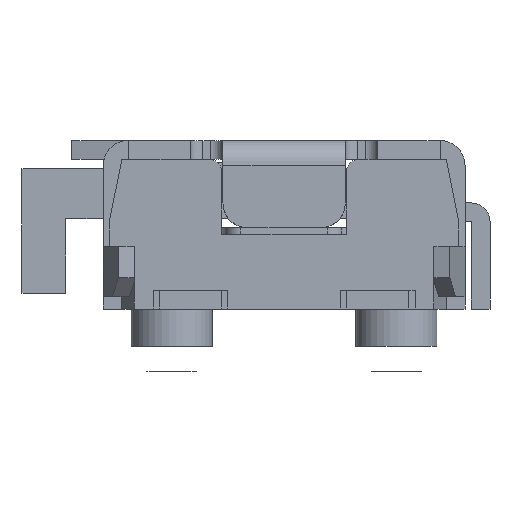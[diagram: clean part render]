
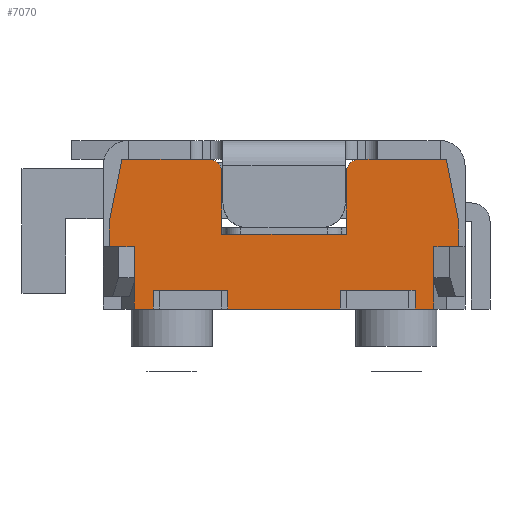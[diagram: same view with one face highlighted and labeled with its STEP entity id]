
A CAD part, left-side view. The second image highlights one B-rep face of the part: STEP entity #7070.
In plain terms, the highlighted planar face has unit normal (-1, 0, 0).
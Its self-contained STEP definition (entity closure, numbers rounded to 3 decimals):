
#631=LINE('',#11019,#1504);
#639=LINE('',#11033,#1512);
#677=LINE('',#11104,#1550);
#763=LINE('',#11280,#1636);
#767=LINE('',#11289,#1640);
#768=LINE('',#11293,#1641);
#769=LINE('',#11295,#1642);
#770=LINE('',#11296,#1643);
#771=LINE('',#11298,#1644);
#772=LINE('',#11299,#1645);
#773=LINE('',#11301,#1646);
#774=LINE('',#11303,#1647);
#775=LINE('',#11305,#1648);
#776=LINE('',#11307,#1649);
#777=LINE('',#11309,#1650);
#778=LINE('',#11311,#1651);
#779=LINE('',#11313,#1652);
#780=LINE('',#11315,#1653);
#781=LINE('',#11317,#1654);
#782=LINE('',#11319,#1655);
#783=LINE('',#11321,#1656);
#784=LINE('',#11322,#1657);
#1504=VECTOR('',#8927,10.);
#1512=VECTOR('',#8941,10.);
#1550=VECTOR('',#9005,10.);
#1636=VECTOR('',#9175,10.);
#1640=VECTOR('',#9185,10.);
#1641=VECTOR('',#9188,10.);
#1642=VECTOR('',#9189,10.);
#1643=VECTOR('',#9190,10.);
#1644=VECTOR('',#9191,10.);
#1645=VECTOR('',#9192,10.);
#1646=VECTOR('',#9193,10.);
#1647=VECTOR('',#9194,10.);
#1648=VECTOR('',#9195,10.);
#1649=VECTOR('',#9198,10.);
#1650=VECTOR('',#9199,10.);
#1651=VECTOR('',#9200,10.);
#1652=VECTOR('',#9201,10.);
#1653=VECTOR('',#9202,10.);
#1654=VECTOR('',#9203,10.);
#1655=VECTOR('',#9204,10.);
#1656=VECTOR('',#9205,10.);
#1657=VECTOR('',#9206,10.);
#2116=FACE_OUTER_BOUND('',#2480,.T.);
#2480=EDGE_LOOP('',(#5946,#5947,#5948,#5949,#5950,#5951,#5952,#5953,#5954,
#5955,#5956,#5957,#5958,#5959,#5960,#5961,#5962,#5963,#5964,#5965,#5966,
#5967,#5968,#5969));
#2723=CIRCLE('',#7593,0.1);
#2724=CIRCLE('',#7596,0.1);
#3192=VERTEX_POINT('',#11016);
#3193=VERTEX_POINT('',#11018);
#3195=VERTEX_POINT('',#11030);
#3196=VERTEX_POINT('',#11032);
#3215=VERTEX_POINT('',#11101);
#3216=VERTEX_POINT('',#11103);
#3263=VERTEX_POINT('',#11277);
#3264=VERTEX_POINT('',#11279);
#3265=VERTEX_POINT('',#11283);
#3266=VERTEX_POINT('',#11287);
#3267=VERTEX_POINT('',#11291);
#3268=VERTEX_POINT('',#11292);
#3269=VERTEX_POINT('',#11294);
#3270=VERTEX_POINT('',#11297);
#3271=VERTEX_POINT('',#11300);
#3272=VERTEX_POINT('',#11302);
#3273=VERTEX_POINT('',#11304);
#3274=VERTEX_POINT('',#11308);
#3275=VERTEX_POINT('',#11310);
#3276=VERTEX_POINT('',#11312);
#3277=VERTEX_POINT('',#11314);
#3278=VERTEX_POINT('',#11316);
#3279=VERTEX_POINT('',#11318);
#3280=VERTEX_POINT('',#11320);
#4066=EDGE_CURVE('',#3193,#3192,#631,.T.);
#4074=EDGE_CURVE('',#3196,#3195,#639,.T.);
#4112=EDGE_CURVE('',#3216,#3215,#677,.T.);
#4203=EDGE_CURVE('',#3264,#3263,#763,.T.);
#4206=EDGE_CURVE('',#3265,#3263,#2723,.T.);
#4208=EDGE_CURVE('',#3195,#3266,#767,.T.);
#4209=EDGE_CURVE('',#3267,#3268,#768,.T.);
#4210=EDGE_CURVE('',#3267,#3269,#769,.T.);
#4211=EDGE_CURVE('',#3269,#3216,#770,.T.);
#4212=EDGE_CURVE('',#3215,#3270,#771,.T.);
#4213=EDGE_CURVE('',#3270,#3264,#772,.T.);
#4214=EDGE_CURVE('',#3265,#3271,#773,.T.);
#4215=EDGE_CURVE('',#3271,#3272,#774,.T.);
#4216=EDGE_CURVE('',#3272,#3273,#775,.T.);
#4217=EDGE_CURVE('',#3196,#3273,#2724,.T.);
#4218=EDGE_CURVE('',#3266,#3193,#776,.T.);
#4219=EDGE_CURVE('',#3192,#3274,#777,.T.);
#4220=EDGE_CURVE('',#3274,#3275,#778,.T.);
#4221=EDGE_CURVE('',#3276,#3275,#779,.T.);
#4222=EDGE_CURVE('',#3277,#3276,#780,.T.);
#4223=EDGE_CURVE('',#3278,#3277,#781,.T.);
#4224=EDGE_CURVE('',#3278,#3279,#782,.T.);
#4225=EDGE_CURVE('',#3280,#3279,#783,.T.);
#4226=EDGE_CURVE('',#3268,#3280,#784,.T.);
#5946=ORIENTED_EDGE('',*,*,#4209,.F.);
#5947=ORIENTED_EDGE('',*,*,#4210,.T.);
#5948=ORIENTED_EDGE('',*,*,#4211,.T.);
#5949=ORIENTED_EDGE('',*,*,#4112,.T.);
#5950=ORIENTED_EDGE('',*,*,#4212,.T.);
#5951=ORIENTED_EDGE('',*,*,#4213,.T.);
#5952=ORIENTED_EDGE('',*,*,#4203,.T.);
#5953=ORIENTED_EDGE('',*,*,#4206,.F.);
#5954=ORIENTED_EDGE('',*,*,#4214,.T.);
#5955=ORIENTED_EDGE('',*,*,#4215,.T.);
#5956=ORIENTED_EDGE('',*,*,#4216,.T.);
#5957=ORIENTED_EDGE('',*,*,#4217,.F.);
#5958=ORIENTED_EDGE('',*,*,#4074,.T.);
#5959=ORIENTED_EDGE('',*,*,#4208,.T.);
#5960=ORIENTED_EDGE('',*,*,#4218,.T.);
#5961=ORIENTED_EDGE('',*,*,#4066,.T.);
#5962=ORIENTED_EDGE('',*,*,#4219,.T.);
#5963=ORIENTED_EDGE('',*,*,#4220,.T.);
#5964=ORIENTED_EDGE('',*,*,#4221,.F.);
#5965=ORIENTED_EDGE('',*,*,#4222,.F.);
#5966=ORIENTED_EDGE('',*,*,#4223,.F.);
#5967=ORIENTED_EDGE('',*,*,#4224,.T.);
#5968=ORIENTED_EDGE('',*,*,#4225,.F.);
#5969=ORIENTED_EDGE('',*,*,#4226,.F.);
#6724=PLANE('',#7595);
#7070=ADVANCED_FACE('',(#2116),#6724,.T.);
#7593=AXIS2_PLACEMENT_3D('',#11285,#9180,#9181);
#7595=AXIS2_PLACEMENT_3D('',#11290,#9186,#9187);
#7596=AXIS2_PLACEMENT_3D('',#11306,#9196,#9197);
#8927=DIRECTION('',(0.,-1.,0.));
#8941=DIRECTION('',(0.,1.,0.));
#9005=DIRECTION('',(0.,-1.,0.));
#9175=DIRECTION('',(0.,1.,0.));
#9180=DIRECTION('center_axis',(1.,0.,0.));
#9181=DIRECTION('ref_axis',(0.,0.707,0.707));
#9185=DIRECTION('',(0.,0.196,-0.981));
#9186=DIRECTION('center_axis',(-1.,0.,0.));
#9187=DIRECTION('ref_axis',(0.,-1.,0.));
#9188=DIRECTION('',(0.,0.,1.));
#9189=DIRECTION('',(0.,-1.,0.));
#9190=DIRECTION('',(0.,0.,1.));
#9191=DIRECTION('',(0.,0.,1.));
#9192=DIRECTION('',(0.,0.196,0.981));
#9193=DIRECTION('',(0.,0.,-1.));
#9194=DIRECTION('',(0.,1.,0.));
#9195=DIRECTION('',(0.,0.,1.));
#9196=DIRECTION('center_axis',(1.,0.,0.));
#9197=DIRECTION('ref_axis',(0.,-0.707,0.707));
#9198=DIRECTION('',(0.,0.,-1.));
#9199=DIRECTION('',(0.,0.,-1.));
#9200=DIRECTION('',(0.,-1.,0.));
#9201=DIRECTION('',(0.,0.,-1.));
#9202=DIRECTION('',(0.,1.,0.));
#9203=DIRECTION('',(0.,0.,1.));
#9204=DIRECTION('',(0.,-1.,0.));
#9205=DIRECTION('',(0.,0.,-1.));
#9206=DIRECTION('',(0.,1.,0.));
#11016=CARTESIAN_POINT('',(-1.217,1.406,0.004));
#11018=CARTESIAN_POINT('',(-1.217,1.606,0.004));
#11019=CARTESIAN_POINT('',(-1.217,1.606,0.004));
#11030=CARTESIAN_POINT('',(-1.217,1.506,0.704));
#11032=CARTESIAN_POINT('',(-1.217,0.806,0.704));
#11033=CARTESIAN_POINT('',(-1.217,-1.194,0.704));
#11101=CARTESIAN_POINT('',(-1.217,-1.194,0.004));
#11103=CARTESIAN_POINT('',(-1.217,-0.994,0.004));
#11104=CARTESIAN_POINT('',(-1.217,-0.994,0.004));
#11277=CARTESIAN_POINT('',(-1.217,-0.394,0.704));
#11279=CARTESIAN_POINT('',(-1.217,-1.094,0.704));
#11280=CARTESIAN_POINT('',(-1.217,-1.194,0.704));
#11283=CARTESIAN_POINT('',(-1.217,-0.294,0.604));
#11285=CARTESIAN_POINT('Origin',(-1.217,-0.394,0.604));
#11287=CARTESIAN_POINT('',(-1.217,1.606,0.204));
#11289=CARTESIAN_POINT('',(-1.217,1.589,0.291));
#11290=CARTESIAN_POINT('Origin',(-1.217,0.206,0.104));
#11291=CARTESIAN_POINT('',(-1.217,-0.844,-0.496));
#11292=CARTESIAN_POINT('',(-1.217,-0.844,-0.346));
#11293=CARTESIAN_POINT('',(-1.217,-0.844,-0.496));
#11294=CARTESIAN_POINT('',(-1.217,-0.994,-0.496));
#11295=CARTESIAN_POINT('',(-1.217,1.406,-0.496));
#11296=CARTESIAN_POINT('',(-1.217,-0.994,-0.496));
#11297=CARTESIAN_POINT('',(-1.217,-1.194,0.204));
#11298=CARTESIAN_POINT('',(-1.217,-1.194,0.004));
#11299=CARTESIAN_POINT('',(-1.217,-1.176,0.291));
#11300=CARTESIAN_POINT('',(-1.217,-0.294,0.104));
#11301=CARTESIAN_POINT('',(-1.217,-0.294,0.404));
#11302=CARTESIAN_POINT('',(-1.217,0.706,0.104));
#11303=CARTESIAN_POINT('',(-1.217,-0.044,0.104));
#11304=CARTESIAN_POINT('',(-1.217,0.706,0.604));
#11305=CARTESIAN_POINT('',(-1.217,0.706,0.104));
#11306=CARTESIAN_POINT('Origin',(-1.217,0.806,0.604));
#11307=CARTESIAN_POINT('',(-1.217,1.606,0.704));
#11308=CARTESIAN_POINT('',(-1.217,1.406,-0.496));
#11309=CARTESIAN_POINT('',(-1.217,1.406,0.004));
#11310=CARTESIAN_POINT('',(-1.217,1.256,-0.496));
#11311=CARTESIAN_POINT('',(-1.217,1.406,-0.496));
#11312=CARTESIAN_POINT('',(-1.217,1.256,-0.346));
#11313=CARTESIAN_POINT('',(-1.217,1.256,-0.346));
#11314=CARTESIAN_POINT('',(-1.217,0.656,-0.346));
#11315=CARTESIAN_POINT('',(-1.217,0.656,-0.346));
#11316=CARTESIAN_POINT('',(-1.217,0.656,-0.496));
#11317=CARTESIAN_POINT('',(-1.217,0.656,-0.496));
#11318=CARTESIAN_POINT('',(-1.217,-0.244,-0.496));
#11319=CARTESIAN_POINT('',(-1.217,1.406,-0.496));
#11320=CARTESIAN_POINT('',(-1.217,-0.244,-0.346));
#11321=CARTESIAN_POINT('',(-1.217,-0.244,-0.346));
#11322=CARTESIAN_POINT('',(-1.217,-0.844,-0.346));
